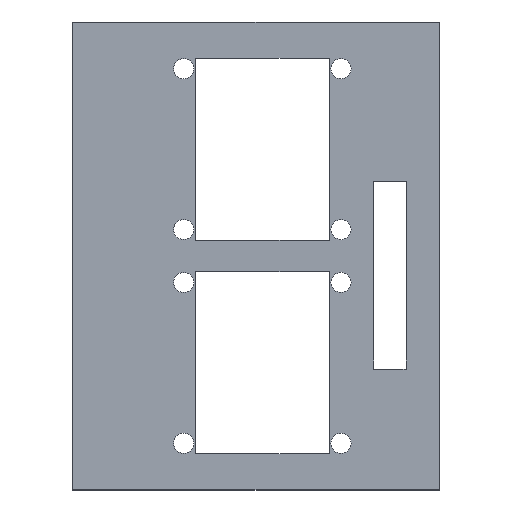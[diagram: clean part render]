
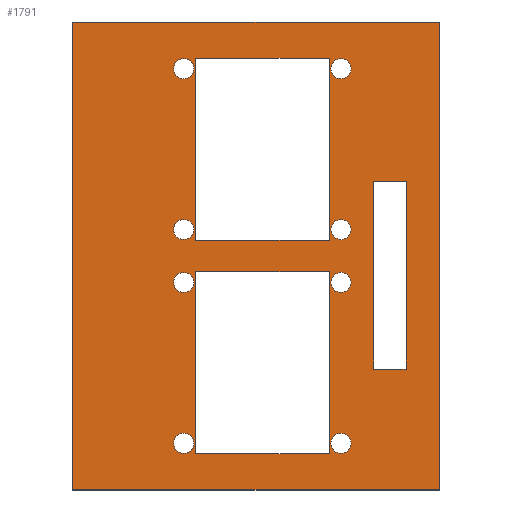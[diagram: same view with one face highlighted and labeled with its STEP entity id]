
A CAD part, top view. The second image highlights one B-rep face of the part: STEP entity #1791.
In plain terms, the highlighted planar face has unit normal (0, 0, 1).
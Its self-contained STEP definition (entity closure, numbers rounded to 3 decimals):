
#51=CIRCLE('',#1899,1.5);
#52=CIRCLE('',#1900,1.5);
#53=CIRCLE('',#1901,1.5);
#54=CIRCLE('',#1902,1.5);
#55=CIRCLE('',#1903,1.5);
#56=CIRCLE('',#1904,1.5);
#57=CIRCLE('',#1905,1.5);
#58=CIRCLE('',#1906,1.5);
#70=FACE_BOUND('',#202,.T.);
#71=FACE_BOUND('',#203,.T.);
#72=FACE_BOUND('',#204,.T.);
#73=FACE_BOUND('',#205,.T.);
#74=FACE_BOUND('',#206,.T.);
#75=FACE_BOUND('',#207,.T.);
#76=FACE_BOUND('',#208,.T.);
#77=FACE_BOUND('',#209,.T.);
#78=FACE_BOUND('',#210,.T.);
#79=FACE_BOUND('',#211,.T.);
#80=FACE_BOUND('',#212,.T.);
#95=FACE_OUTER_BOUND('',#201,.T.);
#201=EDGE_LOOP('',(#1287,#1288,#1289,#1290));
#202=EDGE_LOOP('',(#1291,#1292,#1293,#1294));
#203=EDGE_LOOP('',(#1295,#1296,#1297,#1298));
#204=EDGE_LOOP('',(#1299,#1300,#1301,#1302));
#205=EDGE_LOOP('',(#1303));
#206=EDGE_LOOP('',(#1304));
#207=EDGE_LOOP('',(#1305));
#208=EDGE_LOOP('',(#1306));
#209=EDGE_LOOP('',(#1307));
#210=EDGE_LOOP('',(#1308));
#211=EDGE_LOOP('',(#1309));
#212=EDGE_LOOP('',(#1310));
#314=LINE('',#2514,#547);
#316=LINE('',#2518,#549);
#322=LINE('',#2531,#555);
#330=LINE('',#2545,#563);
#359=LINE('',#2620,#592);
#362=LINE('',#2626,#595);
#363=LINE('',#2628,#596);
#364=LINE('',#2630,#597);
#365=LINE('',#2631,#598);
#366=LINE('',#2633,#599);
#367=LINE('',#2635,#600);
#368=LINE('',#2636,#601);
#369=LINE('',#2639,#602);
#370=LINE('',#2641,#603);
#371=LINE('',#2643,#604);
#372=LINE('',#2644,#605);
#547=VECTOR('',#2026,10.);
#549=VECTOR('',#2030,10.);
#555=VECTOR('',#2040,10.);
#563=VECTOR('',#2052,10.);
#592=VECTOR('',#2107,10.);
#595=VECTOR('',#2112,10.);
#596=VECTOR('',#2113,10.);
#597=VECTOR('',#2114,10.);
#598=VECTOR('',#2115,10.);
#599=VECTOR('',#2116,10.);
#600=VECTOR('',#2117,10.);
#601=VECTOR('',#2118,10.);
#602=VECTOR('',#2119,10.);
#603=VECTOR('',#2120,10.);
#604=VECTOR('',#2121,10.);
#605=VECTOR('',#2122,10.);
#777=VERTEX_POINT('',#2511);
#778=VERTEX_POINT('',#2513);
#779=VERTEX_POINT('',#2517);
#784=VERTEX_POINT('',#2530);
#820=VERTEX_POINT('',#2618);
#821=VERTEX_POINT('',#2619);
#822=VERTEX_POINT('',#2624);
#823=VERTEX_POINT('',#2625);
#824=VERTEX_POINT('',#2627);
#825=VERTEX_POINT('',#2629);
#826=VERTEX_POINT('',#2632);
#827=VERTEX_POINT('',#2634);
#828=VERTEX_POINT('',#2637);
#829=VERTEX_POINT('',#2638);
#830=VERTEX_POINT('',#2640);
#831=VERTEX_POINT('',#2642);
#832=VERTEX_POINT('',#2645);
#833=VERTEX_POINT('',#2647);
#834=VERTEX_POINT('',#2649);
#835=VERTEX_POINT('',#2651);
#836=VERTEX_POINT('',#2653);
#837=VERTEX_POINT('',#2655);
#838=VERTEX_POINT('',#2657);
#839=VERTEX_POINT('',#2659);
#948=EDGE_CURVE('',#778,#777,#314,.T.);
#950=EDGE_CURVE('',#779,#778,#316,.T.);
#956=EDGE_CURVE('',#784,#779,#322,.T.);
#964=EDGE_CURVE('',#777,#784,#330,.T.);
#1001=EDGE_CURVE('',#820,#821,#359,.T.);
#1004=EDGE_CURVE('',#822,#823,#362,.T.);
#1005=EDGE_CURVE('',#822,#824,#363,.T.);
#1006=EDGE_CURVE('',#825,#824,#364,.T.);
#1007=EDGE_CURVE('',#825,#823,#365,.T.);
#1008=EDGE_CURVE('',#826,#820,#366,.T.);
#1009=EDGE_CURVE('',#821,#827,#367,.T.);
#1010=EDGE_CURVE('',#827,#826,#368,.T.);
#1011=EDGE_CURVE('',#828,#829,#369,.T.);
#1012=EDGE_CURVE('',#829,#830,#370,.T.);
#1013=EDGE_CURVE('',#830,#831,#371,.T.);
#1014=EDGE_CURVE('',#831,#828,#372,.T.);
#1015=EDGE_CURVE('',#832,#832,#51,.T.);
#1016=EDGE_CURVE('',#833,#833,#52,.T.);
#1017=EDGE_CURVE('',#834,#834,#53,.T.);
#1018=EDGE_CURVE('',#835,#835,#54,.T.);
#1019=EDGE_CURVE('',#836,#836,#55,.T.);
#1020=EDGE_CURVE('',#837,#837,#56,.T.);
#1021=EDGE_CURVE('',#838,#838,#57,.T.);
#1022=EDGE_CURVE('',#839,#839,#58,.T.);
#1287=ORIENTED_EDGE('',*,*,#1004,.F.);
#1288=ORIENTED_EDGE('',*,*,#1005,.T.);
#1289=ORIENTED_EDGE('',*,*,#1006,.F.);
#1290=ORIENTED_EDGE('',*,*,#1007,.T.);
#1291=ORIENTED_EDGE('',*,*,#950,.T.);
#1292=ORIENTED_EDGE('',*,*,#948,.T.);
#1293=ORIENTED_EDGE('',*,*,#964,.T.);
#1294=ORIENTED_EDGE('',*,*,#956,.T.);
#1295=ORIENTED_EDGE('',*,*,#1008,.T.);
#1296=ORIENTED_EDGE('',*,*,#1001,.T.);
#1297=ORIENTED_EDGE('',*,*,#1009,.T.);
#1298=ORIENTED_EDGE('',*,*,#1010,.T.);
#1299=ORIENTED_EDGE('',*,*,#1011,.T.);
#1300=ORIENTED_EDGE('',*,*,#1012,.T.);
#1301=ORIENTED_EDGE('',*,*,#1013,.T.);
#1302=ORIENTED_EDGE('',*,*,#1014,.T.);
#1303=ORIENTED_EDGE('',*,*,#1015,.T.);
#1304=ORIENTED_EDGE('',*,*,#1016,.T.);
#1305=ORIENTED_EDGE('',*,*,#1017,.T.);
#1306=ORIENTED_EDGE('',*,*,#1018,.T.);
#1307=ORIENTED_EDGE('',*,*,#1019,.T.);
#1308=ORIENTED_EDGE('',*,*,#1020,.T.);
#1309=ORIENTED_EDGE('',*,*,#1021,.T.);
#1310=ORIENTED_EDGE('',*,*,#1022,.T.);
#1712=PLANE('',#1898);
#1791=ADVANCED_FACE('',(#95,#70,#71,#72,#73,#74,#75,#76,#77,#78,#79,#80),
#1712,.T.);
#1898=AXIS2_PLACEMENT_3D('',#2623,#2110,#2111);
#1899=AXIS2_PLACEMENT_3D('',#2646,#2123,#2124);
#1900=AXIS2_PLACEMENT_3D('',#2648,#2125,#2126);
#1901=AXIS2_PLACEMENT_3D('',#2650,#2127,#2128);
#1902=AXIS2_PLACEMENT_3D('',#2652,#2129,#2130);
#1903=AXIS2_PLACEMENT_3D('',#2654,#2131,#2132);
#1904=AXIS2_PLACEMENT_3D('',#2656,#2133,#2134);
#1905=AXIS2_PLACEMENT_3D('',#2658,#2135,#2136);
#1906=AXIS2_PLACEMENT_3D('',#2660,#2137,#2138);
#2026=DIRECTION('',(-1.,0.,0.));
#2030=DIRECTION('',(0.,-1.,0.));
#2040=DIRECTION('',(1.,0.,0.));
#2052=DIRECTION('',(0.,1.,0.));
#2107=DIRECTION('',(1.,0.,0.));
#2110=DIRECTION('center_axis',(0.,0.,1.));
#2111=DIRECTION('ref_axis',(-1.,0.,0.));
#2112=DIRECTION('',(1.,0.,0.));
#2113=DIRECTION('',(0.,-1.,0.));
#2114=DIRECTION('',(-1.,0.,0.));
#2115=DIRECTION('',(0.,1.,0.));
#2116=DIRECTION('',(0.,1.,0.));
#2117=DIRECTION('',(0.,-1.,0.));
#2118=DIRECTION('',(-1.,0.,0.));
#2119=DIRECTION('',(0.,1.,0.));
#2120=DIRECTION('',(1.,0.,0.));
#2121=DIRECTION('',(0.,-1.,0.));
#2122=DIRECTION('',(-1.,0.,0.));
#2123=DIRECTION('center_axis',(0.,0.,-1.));
#2124=DIRECTION('ref_axis',(-1.,0.,0.));
#2125=DIRECTION('center_axis',(0.,0.,-1.));
#2126=DIRECTION('ref_axis',(-1.,0.,0.));
#2127=DIRECTION('center_axis',(0.,0.,-1.));
#2128=DIRECTION('ref_axis',(-1.,0.,0.));
#2129=DIRECTION('center_axis',(0.,0.,-1.));
#2130=DIRECTION('ref_axis',(-1.,0.,0.));
#2131=DIRECTION('center_axis',(0.,0.,-1.));
#2132=DIRECTION('ref_axis',(-1.,0.,0.));
#2133=DIRECTION('center_axis',(0.,0.,-1.));
#2134=DIRECTION('ref_axis',(-1.,0.,0.));
#2135=DIRECTION('center_axis',(0.,0.,-1.));
#2136=DIRECTION('ref_axis',(-1.,0.,0.));
#2137=DIRECTION('center_axis',(0.,0.,-1.));
#2138=DIRECTION('ref_axis',(-1.,0.,0.));
#2511=CARTESIAN_POINT('',(48.722,31.838,35.718));
#2513=CARTESIAN_POINT('',(53.576,31.838,35.718));
#2514=CARTESIAN_POINT('',(55.075,31.838,35.718));
#2517=CARTESIAN_POINT('',(53.576,59.896,35.718));
#2518=CARTESIAN_POINT('',(53.576,37.338,35.718));
#2530=CARTESIAN_POINT('',(48.722,59.896,35.718));
#2531=CARTESIAN_POINT('',(52.648,59.896,35.718));
#2545=CARTESIAN_POINT('',(48.722,23.309,35.718));
#2618=CARTESIAN_POINT('',(22.179,78.297,35.718));
#2619=CARTESIAN_POINT('',(42.079,78.297,35.718));
#2620=CARTESIAN_POINT('',(47.876,78.297,35.718));
#2623=CARTESIAN_POINT('Origin',(56.573,14.779,35.718));
#2624=CARTESIAN_POINT('',(3.751,83.68,35.718));
#2625=CARTESIAN_POINT('',(58.574,83.68,35.718));
#2626=CARTESIAN_POINT('',(5.234,83.68,35.718));
#2627=CARTESIAN_POINT('',(3.751,13.78,35.718));
#2628=CARTESIAN_POINT('',(3.751,14.779,35.718));
#2629=CARTESIAN_POINT('',(58.574,13.78,35.718));
#2630=CARTESIAN_POINT('',(56.573,13.78,35.718));
#2631=CARTESIAN_POINT('',(58.574,82.7,35.718));
#2632=CARTESIAN_POINT('',(22.179,51.097,35.718));
#2633=CARTESIAN_POINT('',(22.179,46.438,35.718));
#2634=CARTESIAN_POINT('',(42.079,51.097,35.718));
#2635=CARTESIAN_POINT('',(42.079,46.438,35.718));
#2636=CARTESIAN_POINT('',(49.226,51.097,35.718));
#2637=CARTESIAN_POINT('',(22.179,19.152,35.718));
#2638=CARTESIAN_POINT('',(22.179,46.352,35.718));
#2639=CARTESIAN_POINT('',(22.179,17.066,35.718));
#2640=CARTESIAN_POINT('',(42.079,46.352,35.718));
#2641=CARTESIAN_POINT('',(47.876,46.352,35.718));
#2642=CARTESIAN_POINT('',(42.079,19.152,35.718));
#2643=CARTESIAN_POINT('',(42.079,17.066,35.718));
#2644=CARTESIAN_POINT('',(39.476,19.152,35.718));
#2645=CARTESIAN_POINT('',(45.356,76.713,35.718));
#2646=CARTESIAN_POINT('Origin',(43.856,76.713,35.718));
#2647=CARTESIAN_POINT('',(45.356,44.769,35.718));
#2648=CARTESIAN_POINT('Origin',(43.856,44.769,35.718));
#2649=CARTESIAN_POINT('',(45.356,20.736,35.718));
#2650=CARTESIAN_POINT('Origin',(43.856,20.736,35.718));
#2651=CARTESIAN_POINT('',(21.856,52.68,35.718));
#2652=CARTESIAN_POINT('Origin',(20.356,52.68,35.718));
#2653=CARTESIAN_POINT('',(21.856,44.769,35.718));
#2654=CARTESIAN_POINT('Origin',(20.356,44.769,35.718));
#2655=CARTESIAN_POINT('',(21.856,76.713,35.718));
#2656=CARTESIAN_POINT('Origin',(20.356,76.713,35.718));
#2657=CARTESIAN_POINT('',(45.356,52.68,35.718));
#2658=CARTESIAN_POINT('Origin',(43.856,52.68,35.718));
#2659=CARTESIAN_POINT('',(21.856,20.736,35.718));
#2660=CARTESIAN_POINT('Origin',(20.356,20.736,35.718));
